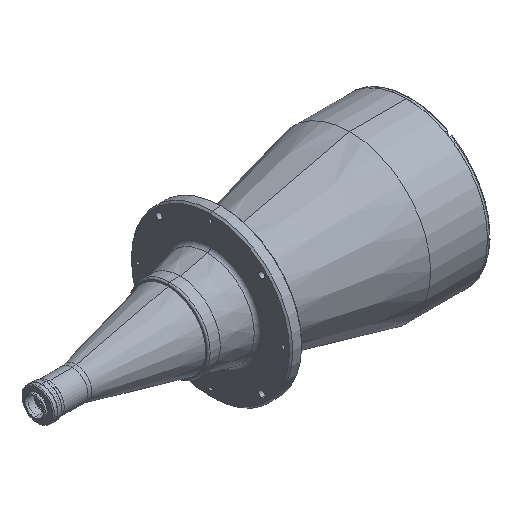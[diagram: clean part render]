
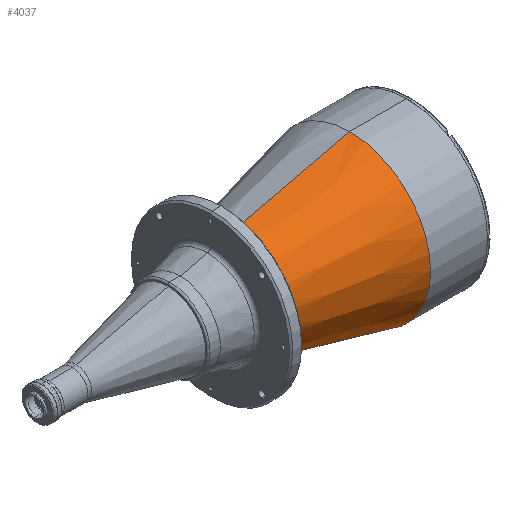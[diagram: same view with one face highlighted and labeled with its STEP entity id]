
A CAD part, isometric view. The second image highlights one B-rep face of the part: STEP entity #4037.
In plain terms, the highlighted conical face has half-angle 13.358 degrees and reference radius 50 mm.
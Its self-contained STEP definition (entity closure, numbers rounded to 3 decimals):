
#307 = VERTEX_POINT ( 'NONE', #6650 ) ;
#397 = VERTEX_POINT ( 'NONE', #4401 ) ;
#411 = CARTESIAN_POINT ( 'NONE',  ( 253.358, 0., -63.995 ) ) ;
#847 = ORIENTED_EDGE ( 'NONE', *, *, #6122, .T. ) ;
#954 = DIRECTION ( 'NONE',  ( 0.973, 0., 0.231 ) ) ;
#1095 = AXIS2_PLACEMENT_3D ( 'NONE', #1261, #5243, #1845 ) ;
#1261 = CARTESIAN_POINT ( 'NONE',  ( 253.358, 0., 0. ) ) ;
#1268 = VERTEX_POINT ( 'NONE', #3776 ) ;
#1518 = CARTESIAN_POINT ( 'NONE',  ( 404.982, 0., 0. ) ) ;
#1532 = VECTOR ( 'NONE', #6175, 1000. ) ;
#1730 = LINE ( 'NONE', #2665, #4586 ) ;
#1845 = DIRECTION ( 'NONE',  ( 0., 0., 1. ) ) ;
#2097 = DIRECTION ( 'NONE',  ( 0., 0., 1. ) ) ;
#2293 = AXIS2_PLACEMENT_3D ( 'NONE', #3402, #4512, #5683 ) ;
#2665 = CARTESIAN_POINT ( 'NONE',  ( 194.424, 0., 50. ) ) ;
#3107 = CIRCLE ( 'NONE', #1095, 63.995 ) ;
#3205 = AXIS2_PLACEMENT_3D ( 'NONE', #1518, #5496, #2097 ) ;
#3402 = CARTESIAN_POINT ( 'NONE',  ( 194.424, 0., 0. ) ) ;
#3776 = CARTESIAN_POINT ( 'NONE',  ( 404.982, 0., 100. ) ) ;
#3843 = EDGE_LOOP ( 'NONE', ( #4841, #4625, #4093, #847 ) ) ;
#4037 = ADVANCED_FACE ( 'NONE', ( #4887 ), #4602, .T. ) ;
#4093 = ORIENTED_EDGE ( 'NONE', *, *, #6652, .T. ) ;
#4401 = CARTESIAN_POINT ( 'NONE',  ( 404.982, 0., -100. ) ) ;
#4512 = DIRECTION ( 'NONE',  ( 1., 0., 0. ) ) ;
#4586 = VECTOR ( 'NONE', #954, 1000. ) ;
#4602 = CONICAL_SURFACE ( 'NONE', #2293, 50., 0.233 ) ;
#4625 = ORIENTED_EDGE ( 'NONE', *, *, #5550, .F. ) ;
#4769 = CIRCLE ( 'NONE', #3205, 100. ) ;
#4841 = ORIENTED_EDGE ( 'NONE', *, *, #6150, .F. ) ;
#4887 = FACE_OUTER_BOUND ( 'NONE', #3843, .T. ) ;
#5195 = VERTEX_POINT ( 'NONE', #411 ) ;
#5243 = DIRECTION ( 'NONE',  ( -1., 0., 0. ) ) ;
#5496 = DIRECTION ( 'NONE',  ( -1., 0., 0. ) ) ;
#5550 = EDGE_CURVE ( 'NONE', #5195, #307, #3107, .T. ) ;
#5683 = DIRECTION ( 'NONE',  ( 0., 0., -1. ) ) ;
#6090 = LINE ( 'NONE', #7362, #1532 ) ;
#6122 = EDGE_CURVE ( 'NONE', #397, #1268, #4769, .T. ) ;
#6150 = EDGE_CURVE ( 'NONE', #307, #1268, #1730, .T. ) ;
#6175 = DIRECTION ( 'NONE',  ( 0.973, 0., -0.231 ) ) ;
#6650 = CARTESIAN_POINT ( 'NONE',  ( 253.358, 0., 63.995 ) ) ;
#6652 = EDGE_CURVE ( 'NONE', #5195, #397, #6090, .T. ) ;
#7362 = CARTESIAN_POINT ( 'NONE',  ( 194.424, 0., -50. ) ) ;
